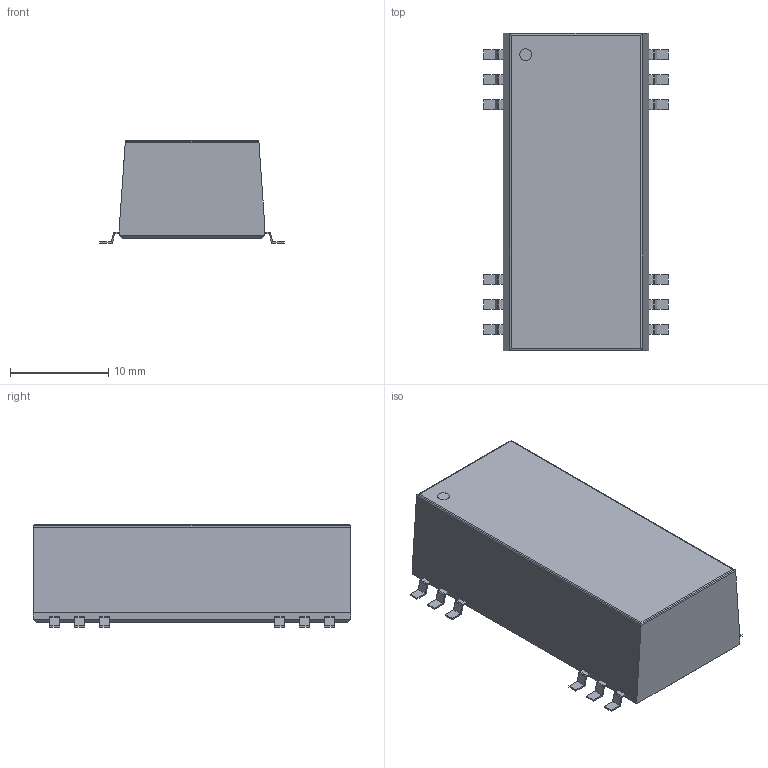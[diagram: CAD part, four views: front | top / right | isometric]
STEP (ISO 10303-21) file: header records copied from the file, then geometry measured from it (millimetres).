
FILE_DESCRIPTION((''),'2;1');
FILE_NAME('SOIC254P1880X1045-12_24N.stp','2009-10-29T10:40:46',(''),(''),'Mechanical Desktop 2006','Mechanical Desktop 2006',', , ');
FILE_SCHEMA(('AUTOMOTIVE_DESIGN { 1 2 10303 214 0 1 1 1 }'));
Length unit declared in the file: millimetre
Products named in the file (1): Product
Bounding box: 18.8 x 32.3 x 10.45 mm (x, y, z)
Volume: 4580.7 mm3; surface area: 1903.2 mm2
Topology: 14 solids, 14 shells, 195 faces, 494 edges, 328 vertices
Faces by surface type: bspline 84, plane 75, cylinder 36
Entity records: 6214 total; most frequent: CARTESIAN_POINT 1606, ORIENTED_EDGE 988, DIRECTION 838, EDGE_CURVE 494, VECTOR 374, LINE 374, VERTEX_POINT 328, AXIS2_PLACEMENT_3D 232
